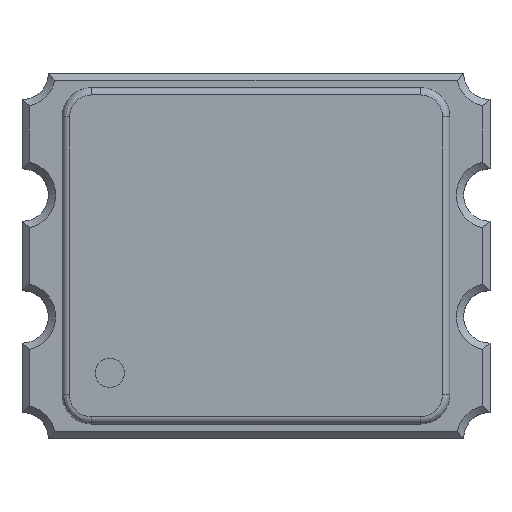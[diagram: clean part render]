
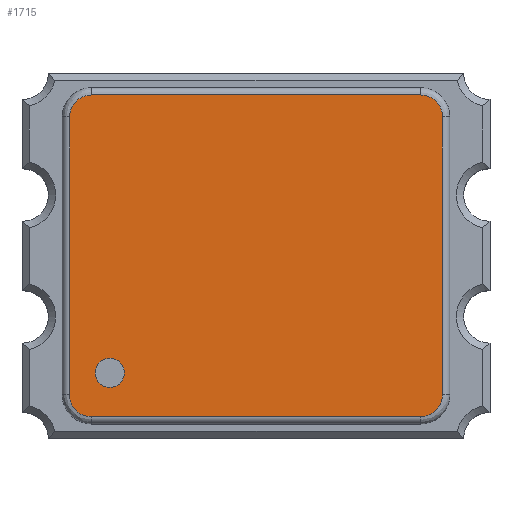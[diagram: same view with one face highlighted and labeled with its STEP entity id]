
A CAD part, top view. The second image highlights one B-rep face of the part: STEP entity #1715.
In plain terms, the highlighted planar face has unit normal (0, 0, 1).
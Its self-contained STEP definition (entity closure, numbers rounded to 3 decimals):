
#2 = EDGE_LOOP ( 'NONE', ( #3024, #2930 ) ) ;
#51 = EDGE_CURVE ( 'NONE', #1957, #1219, #1953, .T. ) ;
#84 = VECTOR ( 'NONE', #3133, 1000. ) ;
#108 = LINE ( 'NONE', #1212, #4008 ) ;
#163 = CARTESIAN_POINT ( 'NONE',  ( -1., -0.8, 1. ) ) ;
#203 = CARTESIAN_POINT ( 'NONE',  ( 1.275, 0.95, 1. ) ) ;
#234 = CARTESIAN_POINT ( 'NONE',  ( -1.213, 1.1, 1. ) ) ;
#257 = CARTESIAN_POINT ( 'NONE',  ( -1.125, -1.1, 1. ) ) ;
#368 = EDGE_CURVE ( 'NONE', #1329, #4291, #108, .T. ) ;
#408 = VECTOR ( 'NONE', #2361, 1000. ) ;
#414 = CARTESIAN_POINT ( 'NONE',  ( -1.275, 0.95, 1. ) ) ;
#441 = CARTESIAN_POINT ( 'NONE',  ( 1.275, 1.038, 1. ) ) ;
#467 =( BOUNDED_CURVE ( )  B_SPLINE_CURVE ( 3, ( #4212, #4530, #3058, #2351 ),
 .UNSPECIFIED., .F., .F. ) 
 B_SPLINE_CURVE_WITH_KNOTS ( ( 4, 4 ),
 ( 0., 1. ),
 .UNSPECIFIED. ) 
 CURVE ( )  GEOMETRIC_REPRESENTATION_ITEM ( )  RATIONAL_B_SPLINE_CURVE ( ( 1., 0.805, 0.805, 1. ) ) 
 REPRESENTATION_ITEM ( '' )  );
#686 = CIRCLE ( 'NONE', #3316, 0.1 ) ;
#804 = ORIENTED_EDGE ( 'NONE', *, *, #3453, .F. ) ;
#961 = PLANE ( 'NONE',  #1012 ) ;
#1012 = AXIS2_PLACEMENT_3D ( 'NONE', #1312, #3493, #1700 ) ;
#1033 = EDGE_CURVE ( 'NONE', #1219, #2638, #3862, .T. ) ;
#1126 = AXIS2_PLACEMENT_3D ( 'NONE', #1908, #1555, #2996 ) ;
#1212 = CARTESIAN_POINT ( 'NONE',  ( -1.275, -0.95, 1. ) ) ;
#1219 = VERTEX_POINT ( 'NONE', #1484 ) ;
#1227 = CARTESIAN_POINT ( 'NONE',  ( -1.275, -0.95, 1. ) ) ;
#1238 = VERTEX_POINT ( 'NONE', #4010 ) ;
#1291 = CARTESIAN_POINT ( 'NONE',  ( -1.275, 0.95, 1. ) ) ;
#1312 = CARTESIAN_POINT ( 'NONE',  ( 0., 0., 1. ) ) ;
#1329 = VERTEX_POINT ( 'NONE', #1227 ) ;
#1337 = CARTESIAN_POINT ( 'NONE',  ( -1.275, -1.038, 1. ) ) ;
#1484 = CARTESIAN_POINT ( 'NONE',  ( 1.125, 1.1, 1. ) ) ;
#1525 = CARTESIAN_POINT ( 'NONE',  ( -1.125, 1.1, 1. ) ) ;
#1555 = DIRECTION ( 'NONE',  ( 0., 0., -1. ) ) ;
#1578 = DIRECTION ( 'NONE',  ( -1., 0., 0. ) ) ;
#1604 = DIRECTION ( 'NONE',  ( 0., 0., -1. ) ) ;
#1644 = VERTEX_POINT ( 'NONE', #3466 ) ;
#1654 = EDGE_CURVE ( 'NONE', #2638, #3850, #1667, .T. ) ;
#1667 = LINE ( 'NONE', #203, #408 ) ;
#1699 = EDGE_CURVE ( 'NONE', #1238, #1329, #2226, .T. ) ;
#1700 = DIRECTION ( 'NONE',  ( 1., 0., 0. ) ) ;
#1715 = ADVANCED_FACE ( 'NONE', ( #2433, #4543 ), #961, .T. ) ;
#1796 = ORIENTED_EDGE ( 'NONE', *, *, #368, .F. ) ;
#1844 = CARTESIAN_POINT ( 'NONE',  ( 1.275, -0.95, 1. ) ) ;
#1908 = CARTESIAN_POINT ( 'NONE',  ( -1., -0.8, 1. ) ) ;
#1953 = LINE ( 'NONE', #1525, #4169 ) ;
#1957 = VERTEX_POINT ( 'NONE', #4537 ) ;
#1975 = CARTESIAN_POINT ( 'NONE',  ( -1.213, -1.1, 1. ) ) ;
#1977 = DIRECTION ( 'NONE',  ( 1., 0., 0. ) ) ;
#2046 = LINE ( 'NONE', #4249, #84 ) ;
#2172 = VERTEX_POINT ( 'NONE', #2999 ) ;
#2226 =( BOUNDED_CURVE ( )  B_SPLINE_CURVE ( 3, ( #257, #1975, #1337, #3110 ),
 .UNSPECIFIED., .F., .F. ) 
 B_SPLINE_CURVE_WITH_KNOTS ( ( 4, 4 ),
 ( 0., 1. ),
 .UNSPECIFIED. ) 
 CURVE ( )  GEOMETRIC_REPRESENTATION_ITEM ( )  RATIONAL_B_SPLINE_CURVE ( ( 1., 0.805, 0.805, 1. ) ) 
 REPRESENTATION_ITEM ( '' )  );
#2351 = CARTESIAN_POINT ( 'NONE',  ( 1.125, -1.1, 1. ) ) ;
#2361 = DIRECTION ( 'NONE',  ( 0., -1., 0. ) ) ;
#2433 = FACE_BOUND ( 'NONE', #2, .T. ) ;
#2547 = CARTESIAN_POINT ( 'NONE',  ( 1.275, 0.95, 1. ) ) ;
#2638 = VERTEX_POINT ( 'NONE', #3510 ) ;
#2681 = EDGE_CURVE ( 'NONE', #3850, #1644, #467, .T. ) ;
#2734 =( BOUNDED_CURVE ( )  B_SPLINE_CURVE ( 3, ( #1291, #3783, #234, #2738 ),
 .UNSPECIFIED., .F., .F. ) 
 B_SPLINE_CURVE_WITH_KNOTS ( ( 4, 4 ),
 ( 0., 1. ),
 .UNSPECIFIED. ) 
 CURVE ( )  GEOMETRIC_REPRESENTATION_ITEM ( )  RATIONAL_B_SPLINE_CURVE ( ( 1., 0.805, 0.805, 1. ) ) 
 REPRESENTATION_ITEM ( '' )  );
#2738 = CARTESIAN_POINT ( 'NONE',  ( -1.125, 1.1, 1. ) ) ;
#2762 = VERTEX_POINT ( 'NONE', #4500 ) ;
#2930 = ORIENTED_EDGE ( 'NONE', *, *, #3987, .T. ) ;
#2949 = CARTESIAN_POINT ( 'NONE',  ( 1.213, 1.1, 1. ) ) ;
#2972 = ORIENTED_EDGE ( 'NONE', *, *, #51, .F. ) ;
#2996 = DIRECTION ( 'NONE',  ( -1., 0., 0. ) ) ;
#2999 = CARTESIAN_POINT ( 'NONE',  ( -1.1, -0.8, 1. ) ) ;
#3024 = ORIENTED_EDGE ( 'NONE', *, *, #4119, .T. ) ;
#3058 = CARTESIAN_POINT ( 'NONE',  ( 1.213, -1.1, 1. ) ) ;
#3110 = CARTESIAN_POINT ( 'NONE',  ( -1.275, -0.95, 1. ) ) ;
#3133 = DIRECTION ( 'NONE',  ( -1., 0., 0. ) ) ;
#3168 = ORIENTED_EDGE ( 'NONE', *, *, #2681, .F. ) ;
#3232 = ORIENTED_EDGE ( 'NONE', *, *, #1699, .F. ) ;
#3315 = DIRECTION ( 'NONE',  ( 0., 1., 0. ) ) ;
#3316 = AXIS2_PLACEMENT_3D ( 'NONE', #163, #1604, #1578 ) ;
#3453 = EDGE_CURVE ( 'NONE', #1644, #1238, #2046, .T. ) ;
#3466 = CARTESIAN_POINT ( 'NONE',  ( 1.125, -1.1, 1. ) ) ;
#3493 = DIRECTION ( 'NONE',  ( 0., 0., 1. ) ) ;
#3510 = CARTESIAN_POINT ( 'NONE',  ( 1.275, 0.95, 1. ) ) ;
#3520 = ORIENTED_EDGE ( 'NONE', *, *, #1654, .F. ) ;
#3561 = CIRCLE ( 'NONE', #1126, 0.1 ) ;
#3620 = ORIENTED_EDGE ( 'NONE', *, *, #4074, .F. ) ;
#3783 = CARTESIAN_POINT ( 'NONE',  ( -1.275, 1.038, 1. ) ) ;
#3850 = VERTEX_POINT ( 'NONE', #1844 ) ;
#3862 =( BOUNDED_CURVE ( )  B_SPLINE_CURVE ( 3, ( #4345, #2949, #441, #2547 ),
 .UNSPECIFIED., .F., .F. ) 
 B_SPLINE_CURVE_WITH_KNOTS ( ( 4, 4 ),
 ( 0., 1. ),
 .UNSPECIFIED. ) 
 CURVE ( )  GEOMETRIC_REPRESENTATION_ITEM ( )  RATIONAL_B_SPLINE_CURVE ( ( 1., 0.805, 0.805, 1. ) ) 
 REPRESENTATION_ITEM ( '' )  );
#3987 = EDGE_CURVE ( 'NONE', #2762, #2172, #3561, .T. ) ;
#4008 = VECTOR ( 'NONE', #3315, 1000. ) ;
#4010 = CARTESIAN_POINT ( 'NONE',  ( -1.125, -1.1, 1. ) ) ;
#4074 = EDGE_CURVE ( 'NONE', #4291, #1957, #2734, .T. ) ;
#4119 = EDGE_CURVE ( 'NONE', #2172, #2762, #686, .T. ) ;
#4167 = EDGE_LOOP ( 'NONE', ( #3520, #4407, #2972, #3620, #1796, #3232, #804, #3168 ) ) ;
#4169 = VECTOR ( 'NONE', #1977, 1000. ) ;
#4212 = CARTESIAN_POINT ( 'NONE',  ( 1.275, -0.95, 1. ) ) ;
#4249 = CARTESIAN_POINT ( 'NONE',  ( 1.125, -1.1, 1. ) ) ;
#4291 = VERTEX_POINT ( 'NONE', #414 ) ;
#4345 = CARTESIAN_POINT ( 'NONE',  ( 1.125, 1.1, 1. ) ) ;
#4407 = ORIENTED_EDGE ( 'NONE', *, *, #1033, .F. ) ;
#4500 = CARTESIAN_POINT ( 'NONE',  ( -0.9, -0.8, 1. ) ) ;
#4530 = CARTESIAN_POINT ( 'NONE',  ( 1.275, -1.038, 1. ) ) ;
#4537 = CARTESIAN_POINT ( 'NONE',  ( -1.125, 1.1, 1. ) ) ;
#4543 = FACE_OUTER_BOUND ( 'NONE', #4167, .T. ) ;
